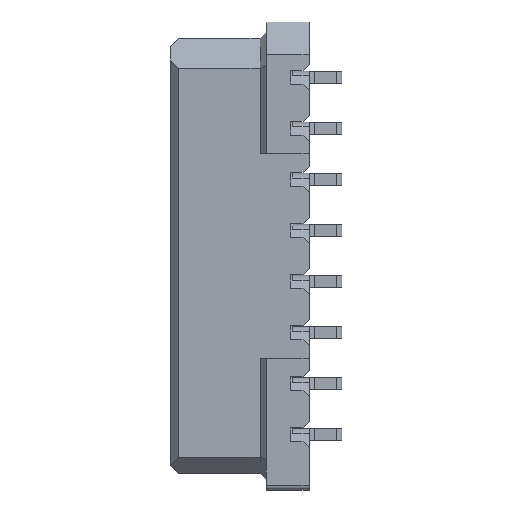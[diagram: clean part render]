
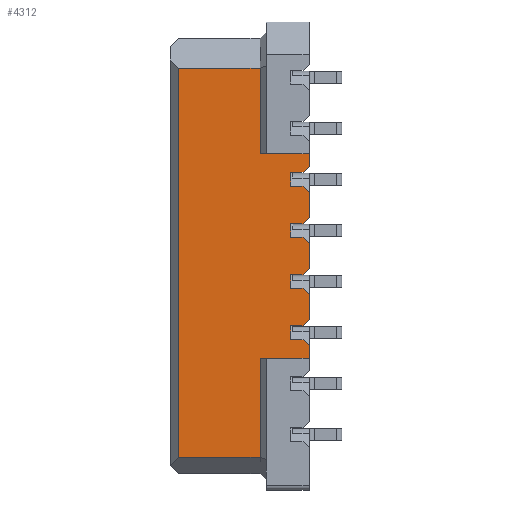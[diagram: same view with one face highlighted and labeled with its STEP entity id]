
A CAD part, front view. The second image highlights one B-rep face of the part: STEP entity #4312.
In plain terms, the highlighted planar face has unit normal (0, -1, 0).
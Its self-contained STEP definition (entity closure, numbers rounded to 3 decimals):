
#496=CARTESIAN_POINT('',(-1.2,-1.,-4.3));
#497=VERTEX_POINT('',#496);
#514=CARTESIAN_POINT('',(-1.2,-1.,-1.875));
#515=VERTEX_POINT('',#514);
#522=CARTESIAN_POINT('',(-1.2,-1.,-1.875));
#523=DIRECTION('',(0.,0.,-1.));
#524=VECTOR('',#523,2.425);
#525=LINE('',#522,#524);
#526=EDGE_CURVE('',#515,#497,#525,.T.);
#1119=CARTESIAN_POINT('',(-3.2,-1.,-4.3));
#1120=VERTEX_POINT('',#1119);
#1144=CARTESIAN_POINT('',(-1.2,-1.,-4.3));
#1145=DIRECTION('',(-1.,0.,0.));
#1146=VECTOR('',#1145,2.);
#1147=LINE('',#1144,#1146);
#1148=EDGE_CURVE('',#497,#1120,#1147,.T.);
#1972=CARTESIAN_POINT('',(-0.15,-1.,-1.42));
#1973=VERTEX_POINT('',#1972);
#1980=CARTESIAN_POINT('',(0.,-1.,-1.57));
#1981=VERTEX_POINT('',#1980);
#1982=CARTESIAN_POINT('',(-0.15,-1.,-1.42));
#1983=DIRECTION('',(0.707,0.,-0.707));
#1984=VECTOR('',#1983,0.212);
#1985=LINE('',#1982,#1984);
#1986=EDGE_CURVE('',#1973,#1981,#1985,.T.);
#3798=CARTESIAN_POINT('',(0.,-1.,-1.875));
#3799=VERTEX_POINT('',#3798);
#3806=CARTESIAN_POINT('',(0.,-1.,-1.875));
#3807=DIRECTION('',(-1.,0.,0.));
#3808=VECTOR('',#3807,1.2);
#3809=LINE('',#3806,#3808);
#3810=EDGE_CURVE('',#3799,#515,#3809,.T.);
#4036=CARTESIAN_POINT('',(-0.45,-1.,-1.42));
#4037=VERTEX_POINT('',#4036);
#4044=CARTESIAN_POINT('',(-0.45,-1.,-1.42));
#4045=DIRECTION('',(1.,0.,0.));
#4046=VECTOR('',#4045,0.3);
#4047=LINE('',#4044,#4046);
#4048=EDGE_CURVE('',#4037,#1973,#4047,.T.);
#4088=CARTESIAN_POINT('',(-1.6,-1.,0.46));
#4089=DIRECTION('',(0.,0.,-1.));
#4090=DIRECTION('',(0.,-1.,0.));
#4091=AXIS2_PLACEMENT_3D('',#4088,#4090,#4089);
#4092=PLANE('',#4091);
#4093=ORIENTED_EDGE('',*,*,#3810,.F.);
#4094=CARTESIAN_POINT('',(0.,-1.,-1.875));
#4095=DIRECTION('',(0.,0.,1.));
#4096=VECTOR('',#4095,0.305);
#4097=LINE('',#4094,#4096);
#4098=EDGE_CURVE('',#3799,#1981,#4097,.T.);
#4099=ORIENTED_EDGE('E371',*,*,#4098,.T.);
#4100=ORIENTED_EDGE('E371',*,*,#1986,.F.);
#4101=ORIENTED_EDGE('E371',*,*,#4048,.F.);
#4102=CARTESIAN_POINT('',(-0.45,-1.,-1.08));
#4103=VERTEX_POINT('',#4102);
#4104=CARTESIAN_POINT('',(-0.45,-1.,-1.42));
#4105=DIRECTION('',(0.,0.,1.));
#4106=VECTOR('',#4105,0.34);
#4107=LINE('',#4104,#4106);
#4108=EDGE_CURVE('',#4037,#4103,#4107,.T.);
#4109=ORIENTED_EDGE('E372',*,*,#4108,.T.);
#4110=CARTESIAN_POINT('',(-0.15,-1.,-1.08));
#4111=VERTEX_POINT('',#4110);
#4112=CARTESIAN_POINT('',(-0.45,-1.,-1.08));
#4113=DIRECTION('',(1.,0.,0.));
#4114=VECTOR('',#4113,0.3);
#4115=LINE('',#4112,#4114);
#4116=EDGE_CURVE('',#4103,#4111,#4115,.T.);
#4117=ORIENTED_EDGE('E373',*,*,#4116,.T.);
#4118=CARTESIAN_POINT('',(0.,-1.,-0.93));
#4119=VERTEX_POINT('',#4118);
#4120=CARTESIAN_POINT('',(-0.15,-1.,-1.08));
#4121=DIRECTION('',(0.707,0.,0.707));
#4122=VECTOR('',#4121,0.212);
#4123=LINE('',#4120,#4122);
#4124=EDGE_CURVE('',#4111,#4119,#4123,.T.);
#4125=ORIENTED_EDGE('E374',*,*,#4124,.T.);
#4126=CARTESIAN_POINT('',(0.,-1.,-0.32));
#4127=VERTEX_POINT('',#4126);
#4128=CARTESIAN_POINT('',(0.,-1.,-0.93));
#4129=DIRECTION('',(0.,0.,1.));
#4130=VECTOR('',#4129,0.61);
#4131=LINE('',#4128,#4130);
#4132=EDGE_CURVE('',#4119,#4127,#4131,.T.);
#4133=ORIENTED_EDGE('E375',*,*,#4132,.T.);
#4134=CARTESIAN_POINT('',(-0.15,-1.,-0.17));
#4135=VERTEX_POINT('',#4134);
#4136=CARTESIAN_POINT('',(0.,-1.,-0.32));
#4137=DIRECTION('',(-0.707,0.,0.707));
#4138=VECTOR('',#4137,0.212);
#4139=LINE('',#4136,#4138);
#4140=EDGE_CURVE('',#4127,#4135,#4139,.T.);
#4141=ORIENTED_EDGE('E376',*,*,#4140,.T.);
#4142=CARTESIAN_POINT('',(-0.45,-1.,-0.17));
#4143=VERTEX_POINT('',#4142);
#4144=CARTESIAN_POINT('',(-0.15,-1.,-0.17));
#4145=DIRECTION('',(-1.,0.,0.));
#4146=VECTOR('',#4145,0.3);
#4147=LINE('',#4144,#4146);
#4148=EDGE_CURVE('',#4135,#4143,#4147,.T.);
#4149=ORIENTED_EDGE('E377',*,*,#4148,.T.);
#4150=CARTESIAN_POINT('',(-0.45,-1.,0.17));
#4151=VERTEX_POINT('',#4150);
#4152=CARTESIAN_POINT('',(-0.45,-1.,-0.17));
#4153=DIRECTION('',(0.,0.,1.));
#4154=VECTOR('',#4153,0.34);
#4155=LINE('',#4152,#4154);
#4156=EDGE_CURVE('',#4143,#4151,#4155,.T.);
#4157=ORIENTED_EDGE('E378',*,*,#4156,.T.);
#4158=CARTESIAN_POINT('',(-0.15,-1.,0.17));
#4159=VERTEX_POINT('',#4158);
#4160=CARTESIAN_POINT('',(-0.45,-1.,0.17));
#4161=DIRECTION('',(1.,0.,0.));
#4162=VECTOR('',#4161,0.3);
#4163=LINE('',#4160,#4162);
#4164=EDGE_CURVE('',#4151,#4159,#4163,.T.);
#4165=ORIENTED_EDGE('E379',*,*,#4164,.T.);
#4166=CARTESIAN_POINT('',(0.,-1.,0.32));
#4167=VERTEX_POINT('',#4166);
#4168=CARTESIAN_POINT('',(-0.15,-1.,0.17));
#4169=DIRECTION('',(0.707,0.,0.707));
#4170=VECTOR('',#4169,0.212);
#4171=LINE('',#4168,#4170);
#4172=EDGE_CURVE('',#4159,#4167,#4171,.T.);
#4173=ORIENTED_EDGE('E380',*,*,#4172,.T.);
#4174=CARTESIAN_POINT('',(0.,-1.,0.93));
#4175=VERTEX_POINT('',#4174);
#4176=CARTESIAN_POINT('',(0.,-1.,0.32));
#4177=DIRECTION('',(0.,0.,1.));
#4178=VECTOR('',#4177,0.61);
#4179=LINE('',#4176,#4178);
#4180=EDGE_CURVE('',#4167,#4175,#4179,.T.);
#4181=ORIENTED_EDGE('E381',*,*,#4180,.T.);
#4182=CARTESIAN_POINT('',(-0.15,-1.,1.08));
#4183=VERTEX_POINT('',#4182);
#4184=CARTESIAN_POINT('',(0.,-1.,0.93));
#4185=DIRECTION('',(-0.707,0.,0.707));
#4186=VECTOR('',#4185,0.212);
#4187=LINE('',#4184,#4186);
#4188=EDGE_CURVE('',#4175,#4183,#4187,.T.);
#4189=ORIENTED_EDGE('E382',*,*,#4188,.T.);
#4190=CARTESIAN_POINT('',(-0.45,-1.,1.08));
#4191=VERTEX_POINT('',#4190);
#4192=CARTESIAN_POINT('',(-0.15,-1.,1.08));
#4193=DIRECTION('',(-1.,0.,0.));
#4194=VECTOR('',#4193,0.3);
#4195=LINE('',#4192,#4194);
#4196=EDGE_CURVE('',#4183,#4191,#4195,.T.);
#4197=ORIENTED_EDGE('E383',*,*,#4196,.T.);
#4198=CARTESIAN_POINT('',(-0.45,-1.,1.42));
#4199=VERTEX_POINT('',#4198);
#4200=CARTESIAN_POINT('',(-0.45,-1.,1.08));
#4201=DIRECTION('',(0.,0.,1.));
#4202=VECTOR('',#4201,0.34);
#4203=LINE('',#4200,#4202);
#4204=EDGE_CURVE('',#4191,#4199,#4203,.T.);
#4205=ORIENTED_EDGE('E384',*,*,#4204,.T.);
#4206=CARTESIAN_POINT('',(-0.15,-1.,1.42));
#4207=VERTEX_POINT('',#4206);
#4208=CARTESIAN_POINT('',(-0.45,-1.,1.42));
#4209=DIRECTION('',(1.,0.,0.));
#4210=VECTOR('',#4209,0.3);
#4211=LINE('',#4208,#4210);
#4212=EDGE_CURVE('',#4199,#4207,#4211,.T.);
#4213=ORIENTED_EDGE('E385',*,*,#4212,.T.);
#4214=CARTESIAN_POINT('',(0.,-1.,1.57));
#4215=VERTEX_POINT('',#4214);
#4216=CARTESIAN_POINT('',(-0.15,-1.,1.42));
#4217=DIRECTION('',(0.707,0.,0.707));
#4218=VECTOR('',#4217,0.212);
#4219=LINE('',#4216,#4218);
#4220=EDGE_CURVE('',#4207,#4215,#4219,.T.);
#4221=ORIENTED_EDGE('E386',*,*,#4220,.T.);
#4222=CARTESIAN_POINT('',(0.,-1.,2.18));
#4223=VERTEX_POINT('',#4222);
#4224=CARTESIAN_POINT('',(0.,-1.,1.57));
#4225=DIRECTION('',(0.,0.,1.));
#4226=VECTOR('',#4225,0.61);
#4227=LINE('',#4224,#4226);
#4228=EDGE_CURVE('',#4215,#4223,#4227,.T.);
#4229=ORIENTED_EDGE('E387',*,*,#4228,.T.);
#4230=CARTESIAN_POINT('',(-0.15,-1.,2.33));
#4231=VERTEX_POINT('',#4230);
#4232=CARTESIAN_POINT('',(0.,-1.,2.18));
#4233=DIRECTION('',(-0.707,0.,0.707));
#4234=VECTOR('',#4233,0.212);
#4235=LINE('',#4232,#4234);
#4236=EDGE_CURVE('',#4223,#4231,#4235,.T.);
#4237=ORIENTED_EDGE('E388',*,*,#4236,.T.);
#4238=CARTESIAN_POINT('',(-0.45,-1.,2.33));
#4239=VERTEX_POINT('',#4238);
#4240=CARTESIAN_POINT('',(-0.15,-1.,2.33));
#4241=DIRECTION('',(-1.,0.,0.));
#4242=VECTOR('',#4241,0.3);
#4243=LINE('',#4240,#4242);
#4244=EDGE_CURVE('',#4231,#4239,#4243,.T.);
#4245=ORIENTED_EDGE('E389',*,*,#4244,.T.);
#4246=CARTESIAN_POINT('',(-0.45,-1.,2.67));
#4247=VERTEX_POINT('',#4246);
#4248=CARTESIAN_POINT('',(-0.45,-1.,2.33));
#4249=DIRECTION('',(0.,0.,1.));
#4250=VECTOR('',#4249,0.34);
#4251=LINE('',#4248,#4250);
#4252=EDGE_CURVE('',#4239,#4247,#4251,.T.);
#4253=ORIENTED_EDGE('E390',*,*,#4252,.T.);
#4254=CARTESIAN_POINT('',(-0.15,-1.,2.67));
#4255=VERTEX_POINT('',#4254);
#4256=CARTESIAN_POINT('',(-0.45,-1.,2.67));
#4257=DIRECTION('',(1.,0.,0.));
#4258=VECTOR('',#4257,0.3);
#4259=LINE('',#4256,#4258);
#4260=EDGE_CURVE('',#4247,#4255,#4259,.T.);
#4261=ORIENTED_EDGE('E391',*,*,#4260,.T.);
#4262=CARTESIAN_POINT('',(0.,-1.,2.82));
#4263=VERTEX_POINT('',#4262);
#4264=CARTESIAN_POINT('',(-0.15,-1.,2.67));
#4265=DIRECTION('',(0.707,0.,0.707));
#4266=VECTOR('',#4265,0.212);
#4267=LINE('',#4264,#4266);
#4268=EDGE_CURVE('',#4255,#4263,#4267,.T.);
#4269=ORIENTED_EDGE('E392',*,*,#4268,.T.);
#4270=CARTESIAN_POINT('',(0.,-1.,3.125));
#4271=VERTEX_POINT('',#4270);
#4272=CARTESIAN_POINT('',(0.,-1.,2.82));
#4273=DIRECTION('',(0.,0.,1.));
#4274=VECTOR('',#4273,0.305);
#4275=LINE('',#4272,#4274);
#4276=EDGE_CURVE('',#4263,#4271,#4275,.T.);
#4277=ORIENTED_EDGE('E393',*,*,#4276,.T.);
#4278=CARTESIAN_POINT('',(-1.2,-1.,3.125));
#4279=VERTEX_POINT('',#4278);
#4280=CARTESIAN_POINT('',(0.,-1.,3.125));
#4281=DIRECTION('',(-1.,0.,0.));
#4282=VECTOR('',#4281,1.2);
#4283=LINE('',#4280,#4282);
#4284=EDGE_CURVE('',#4271,#4279,#4283,.T.);
#4285=ORIENTED_EDGE('E394',*,*,#4284,.T.);
#4286=CARTESIAN_POINT('',(-1.2,-1.,5.22));
#4287=VERTEX_POINT('',#4286);
#4288=CARTESIAN_POINT('',(-1.2,-1.,3.125));
#4289=DIRECTION('',(0.,0.,1.));
#4290=VECTOR('',#4289,2.095);
#4291=LINE('',#4288,#4290);
#4292=EDGE_CURVE('',#4279,#4287,#4291,.T.);
#4293=ORIENTED_EDGE('E395',*,*,#4292,.T.);
#4294=CARTESIAN_POINT('',(-3.2,-1.,5.22));
#4295=VERTEX_POINT('',#4294);
#4296=CARTESIAN_POINT('',(-1.2,-1.,5.22));
#4297=DIRECTION('',(-1.,0.,0.));
#4298=VECTOR('',#4297,2.);
#4299=LINE('',#4296,#4298);
#4300=EDGE_CURVE('',#4287,#4295,#4299,.T.);
#4301=ORIENTED_EDGE('E396',*,*,#4300,.T.);
#4302=CARTESIAN_POINT('',(-3.2,-1.,5.22));
#4303=DIRECTION('',(0.,0.,-1.));
#4304=VECTOR('',#4303,9.52);
#4305=LINE('',#4302,#4304);
#4306=EDGE_CURVE('',#4295,#1120,#4305,.T.);
#4307=ORIENTED_EDGE('E397',*,*,#4306,.T.);
#4308=ORIENTED_EDGE('E397',*,*,#1148,.F.);
#4309=ORIENTED_EDGE('E397',*,*,#526,.F.);
#4310=EDGE_LOOP('',(#4093,#4099,#4100,#4101,#4109,#4117,#4125,#4133,#4141,#4149,#4157,#4165,#4173,#4181,#4189,#4197,#4205,#4213,#4221,#4229,#4237,#4245,#4253,#4261,#4269,#4277,#4285,#4293,#4301,#4307,#4308,#4309));
#4311=FACE_OUTER_BOUND('',#4310,.T.);
#4312=ADVANCED_FACE('F126',(#4311),#4092,.T.);
